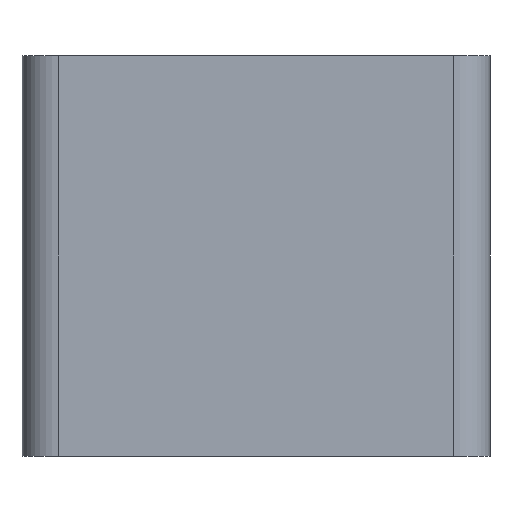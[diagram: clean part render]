
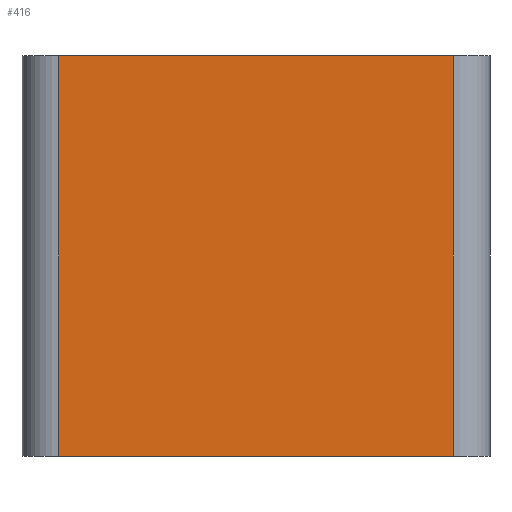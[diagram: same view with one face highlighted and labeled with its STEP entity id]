
A CAD part, left-side view. The second image highlights one B-rep face of the part: STEP entity #416.
In plain terms, the highlighted planar face has unit normal (-1, 0, 0).
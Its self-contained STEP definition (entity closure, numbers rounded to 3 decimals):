
#29=PLANE('',#476);
#53=FACE_OUTER_BOUND('',#80,.T.);
#80=EDGE_LOOP('',(#371,#372,#373,#374));
#103=LINE('',#690,#138);
#106=LINE('',#699,#141);
#115=LINE('',#722,#150);
#116=LINE('',#725,#151);
#138=VECTOR('',#565,10.);
#141=VECTOR('',#574,10.);
#150=VECTOR('',#599,10.);
#151=VECTOR('',#604,10.);
#201=VERTEX_POINT('',#687);
#202=VERTEX_POINT('',#689);
#205=VERTEX_POINT('',#697);
#211=VERTEX_POINT('',#721);
#250=EDGE_CURVE('',#202,#201,#103,.T.);
#255=EDGE_CURVE('',#205,#201,#106,.T.);
#266=EDGE_CURVE('',#202,#211,#115,.T.);
#268=EDGE_CURVE('',#211,#205,#116,.T.);
#371=ORIENTED_EDGE('',*,*,#250,.T.);
#372=ORIENTED_EDGE('',*,*,#255,.F.);
#373=ORIENTED_EDGE('',*,*,#268,.F.);
#374=ORIENTED_EDGE('',*,*,#266,.F.);
#416=ADVANCED_FACE('',(#53),#29,.T.);
#476=AXIS2_PLACEMENT_3D('',#724,#602,#603);
#565=DIRECTION('',(0.,-1.,0.));
#574=DIRECTION('',(0.,0.,-1.));
#599=DIRECTION('',(0.,0.,1.));
#602=DIRECTION('center_axis',(-1.,0.,0.));
#603=DIRECTION('ref_axis',(0.,-1.,0.));
#604=DIRECTION('',(0.,-1.,0.));
#687=CARTESIAN_POINT('',(-25.4,-8.025,43.133));
#689=CARTESIAN_POINT('',(-25.4,8.025,43.133));
#690=CARTESIAN_POINT('',(-25.4,4.763,43.133));
#697=CARTESIAN_POINT('',(-25.4,-8.025,59.45));
#699=CARTESIAN_POINT('',(-25.4,-8.025,29.817));
#721=CARTESIAN_POINT('',(-25.4,8.025,59.45));
#722=CARTESIAN_POINT('',(-25.4,8.025,29.817));
#724=CARTESIAN_POINT('Origin',(-25.4,9.525,29.817));
#725=CARTESIAN_POINT('',(-25.4,9.525,59.45));
